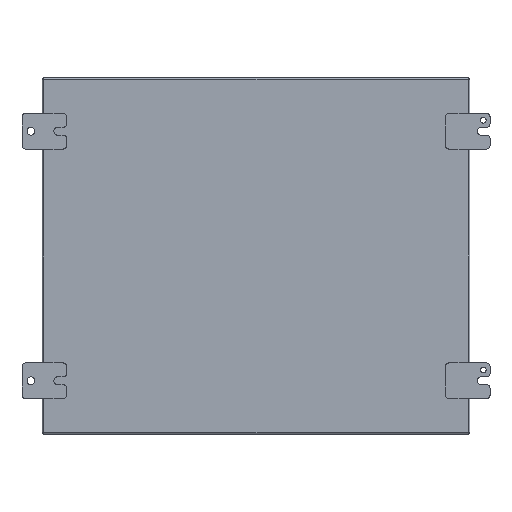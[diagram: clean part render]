
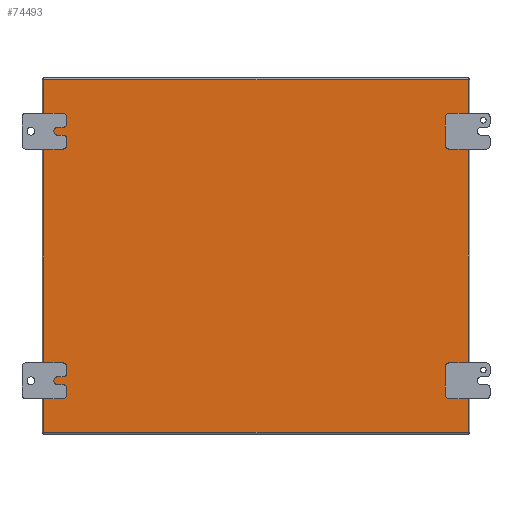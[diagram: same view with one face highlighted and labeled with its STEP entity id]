
A CAD part, left-side view. The second image highlights one B-rep face of the part: STEP entity #74493.
In plain terms, the highlighted face is planar.
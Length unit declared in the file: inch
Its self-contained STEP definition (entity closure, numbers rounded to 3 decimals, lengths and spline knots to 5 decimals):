
#1691 = VECTOR ( 'NONE', #79320, 39.37008 ) ;
#4677 = CARTESIAN_POINT ( 'NONE',  ( -9.892, 0., 11.892 ) ) ;
#9430 = CARTESIAN_POINT ( 'NONE',  ( -9.892, 0., 11.892 ) ) ;
#9785 = DIRECTION ( 'NONE',  ( -1., 0., 0. ) ) ;
#11127 = CARTESIAN_POINT ( 'NONE',  ( 9.892, 0., -11.892 ) ) ;
#11307 = LINE ( 'NONE', #9430, #74073 ) ;
#11363 = ORIENTED_EDGE ( 'NONE', *, *, #45442, .F. ) ;
#14726 = FACE_OUTER_BOUND ( 'NONE', #77221, .T. ) ;
#17916 = LINE ( 'NONE', #102590, #76722 ) ;
#21772 = DIRECTION ( 'NONE',  ( 0., 0., -1. ) ) ;
#23632 = DIRECTION ( 'NONE',  ( 0., 0., -1. ) ) ;
#29966 = CARTESIAN_POINT ( 'NONE',  ( 9.892, 0., 11.892 ) ) ;
#39746 = LINE ( 'NONE', #40107, #61983 ) ;
#40107 = CARTESIAN_POINT ( 'NONE',  ( -9.892, 0., -11.892 ) ) ;
#40226 = ORIENTED_EDGE ( 'NONE', *, *, #51944, .F. ) ;
#45442 = EDGE_CURVE ( 'NONE', #52308, #90337, #39746, .T. ) ;
#51944 = EDGE_CURVE ( 'NONE', #101472, #104379, #80002, .T. ) ;
#52308 = VERTEX_POINT ( 'NONE', #4677 ) ;
#61983 = VECTOR ( 'NONE', #23632, 39.37008 ) ;
#64316 = ORIENTED_EDGE ( 'NONE', *, *, #84434, .F. ) ;
#67145 = CARTESIAN_POINT ( 'NONE',  ( -9.892, 0., -11.892 ) ) ;
#69357 = DIRECTION ( 'NONE',  ( 1., 0., 0. ) ) ;
#72931 = PLANE ( 'NONE',  #91124 ) ;
#74073 = VECTOR ( 'NONE', #9785, 39.37008 ) ;
#74493 = ADVANCED_FACE ( 'NONE', ( #14726 ), #72931, .F. ) ;
#76722 = VECTOR ( 'NONE', #69357, 39.37008 ) ;
#77221 = EDGE_LOOP ( 'NONE', ( #85383, #11363, #64316, #40226 ) ) ;
#79320 = DIRECTION ( 'NONE',  ( 0., 0., 1. ) ) ;
#80002 = LINE ( 'NONE', #29966, #1691 ) ;
#82923 = CARTESIAN_POINT ( 'NONE',  ( 9.892, 0., 11.892 ) ) ;
#84434 = EDGE_CURVE ( 'NONE', #104379, #52308, #11307, .T. ) ;
#85383 = ORIENTED_EDGE ( 'NONE', *, *, #106613, .F. ) ;
#90337 = VERTEX_POINT ( 'NONE', #67145 ) ;
#91124 = AXIS2_PLACEMENT_3D ( 'NONE', #106557, #97413, #21772 ) ;
#97413 = DIRECTION ( 'NONE',  ( 0., -1., 0. ) ) ;
#101472 = VERTEX_POINT ( 'NONE', #11127 ) ;
#102590 = CARTESIAN_POINT ( 'NONE',  ( 9.892, 0., -11.892 ) ) ;
#104379 = VERTEX_POINT ( 'NONE', #82923 ) ;
#106557 = CARTESIAN_POINT ( 'NONE',  ( -10., 0., -12. ) ) ;
#106613 = EDGE_CURVE ( 'NONE', #90337, #101472, #17916, .T. ) ;
